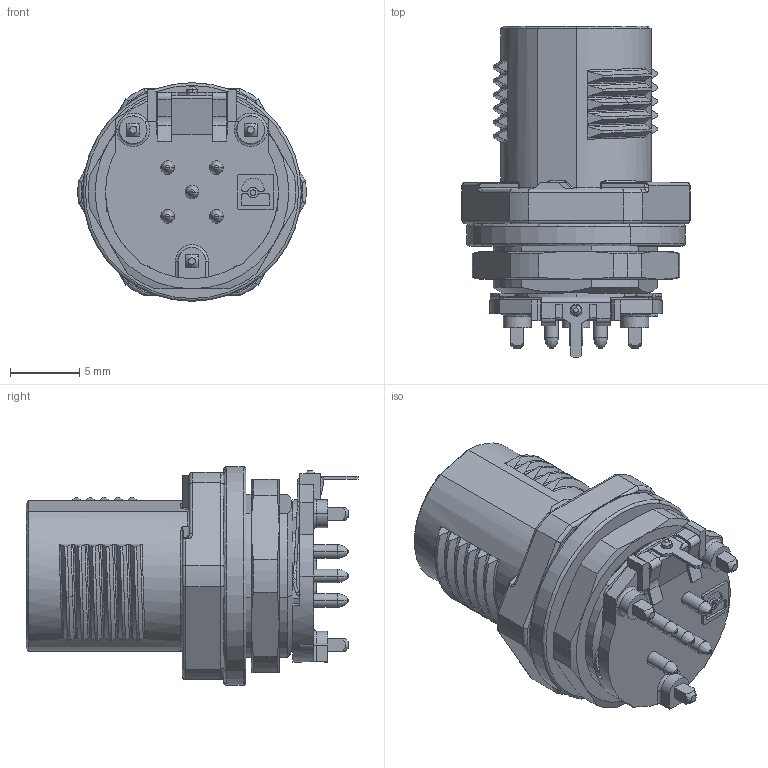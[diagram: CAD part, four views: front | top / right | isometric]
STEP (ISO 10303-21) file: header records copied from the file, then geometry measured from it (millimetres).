
FILE_DESCRIPTION (( 'STEP AP214' ), '1' );
FILE_NAME ('1432350_1436709.STEP', '2018-11-14T15:05:49', ( '' ), ( '' ), 'SwSTEP 2.0', 'SolidWorks 2018', '' );
FILE_SCHEMA (( 'AUTOMOTIVE_DESIGN' ));
Length unit declared in the file: millimetre
Products named in the file (5): 1432350_1436709; 1405279.STEP; 1436709_1.PRT.STEP; 415450_64.PRT.STEP; 1436709.STEP
Assembly tree (4 placements, depth 3):
  1432350_1436709
    1405279.STEP
    1436709.STEP
      415450_64.PRT.STEP
      1436709_1.PRT.STEP
Bounding box: 16.49 x 24 x 15.8 mm (x, y, z)
Volume: 2164.6 mm3; surface area: 3424.4 mm2
Topology: 3 solids, 3 shells, 720 faces, 1761 edges, 1070 vertices
Faces by surface type: plane 274, cylinder 191, bspline 147, torus 56, cone 48, sphere 4
Entity records: 25898 total; most frequent: CARTESIAN_POINT 9907, ORIENTED_EDGE 3520, DIRECTION 3023, EDGE_CURVE 1760, AXIS2_PLACEMENT_3D 1121, VERTEX_POINT 1070, LINE 781, VECTOR 781
